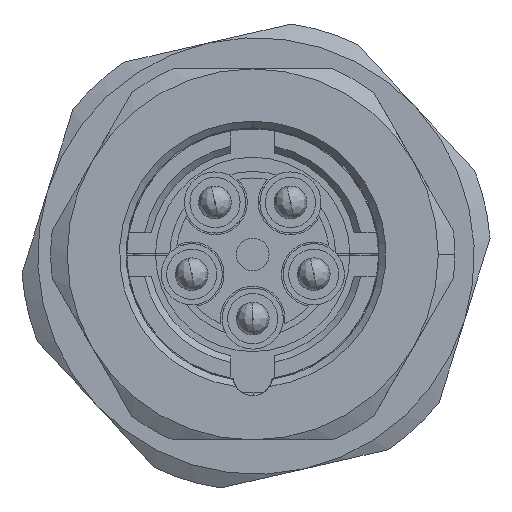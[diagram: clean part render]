
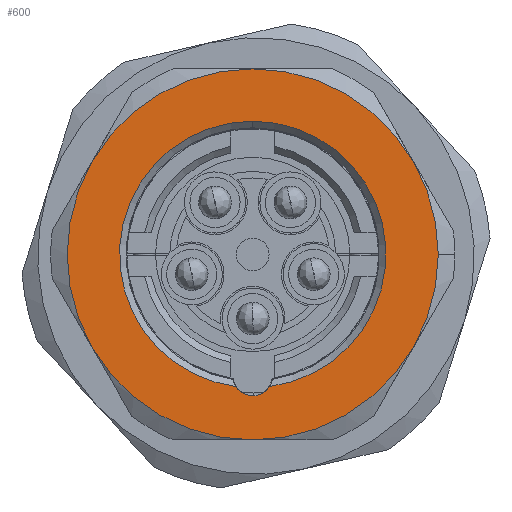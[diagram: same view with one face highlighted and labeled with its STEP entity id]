
A CAD part, front view. The second image highlights one B-rep face of the part: STEP entity #600.
In plain terms, the highlighted planar face has unit normal (0, -1, 0).
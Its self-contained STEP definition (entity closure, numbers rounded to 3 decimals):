
#73 = DIRECTION ( 'NONE',  ( 0., 0., -1. ) ) ;
#192 = DIRECTION ( 'NONE',  ( 0., 1., 0. ) ) ;
#243 = DIRECTION ( 'NONE',  ( 0., 0., -1. ) ) ;
#315 = AXIS2_PLACEMENT_3D ( 'NONE', #3945, #3886, #3821 ) ;
#517 = EDGE_CURVE ( 'NONE', #4117, #9919, #3672, .T. ) ;
#598 = EDGE_CURVE ( 'NONE', #9919, #10542, #10481, .T. ) ;
#600 = ADVANCED_FACE ( 'NONE', ( #7882, #7076 ), #1438, .F. ) ;
#1361 = EDGE_LOOP ( 'NONE', ( #11315, #7662, #9814, #16278, #12796, #3849, #7396 ) ) ;
#1438 = PLANE ( 'NONE',  #4380 ) ;
#1635 = CIRCLE ( 'NONE', #12910, 8.5 ) ;
#2053 = VERTEX_POINT ( 'NONE', #15723 ) ;
#2547 = CARTESIAN_POINT ( 'NONE',  ( 7.361, -9.2, 4.25 ) ) ;
#2634 = CARTESIAN_POINT ( 'NONE',  ( 0., -9.2, 0. ) ) ;
#2909 = CIRCLE ( 'NONE', #4575, 6.1 ) ;
#2986 = VERTEX_POINT ( 'NONE', #9024 ) ;
#3357 = CARTESIAN_POINT ( 'NONE',  ( 8.5, -9.2, 0. ) ) ;
#3672 = CIRCLE ( 'NONE', #5640, 8.5 ) ;
#3821 = DIRECTION ( 'NONE',  ( 0., 0., 1. ) ) ;
#3849 = ORIENTED_EDGE ( 'NONE', *, *, #11170, .F. ) ;
#3876 = DIRECTION ( 'NONE',  ( 0., 0., -1. ) ) ;
#3886 = DIRECTION ( 'NONE',  ( 0., -1., 0. ) ) ;
#3945 = CARTESIAN_POINT ( 'NONE',  ( 0., -9.2, 0. ) ) ;
#3963 = AXIS2_PLACEMENT_3D ( 'NONE', #6441, #15341, #7730 ) ;
#4045 = CARTESIAN_POINT ( 'NONE',  ( 7.361, -9.2, -4.25 ) ) ;
#4117 = VERTEX_POINT ( 'NONE', #13704 ) ;
#4144 = DIRECTION ( 'NONE',  ( 0., 0., -1. ) ) ;
#4380 = AXIS2_PLACEMENT_3D ( 'NONE', #15309, #192, #73 ) ;
#4455 = CARTESIAN_POINT ( 'NONE',  ( 0., -9.2, 0. ) ) ;
#4504 = AXIS2_PLACEMENT_3D ( 'NONE', #4455, #13478, #5746 ) ;
#4530 = VERTEX_POINT ( 'NONE', #8615 ) ;
#4575 = AXIS2_PLACEMENT_3D ( 'NONE', #12242, #12670, #12079 ) ;
#4650 = AXIS2_PLACEMENT_3D ( 'NONE', #13569, #5825, #14798 ) ;
#4797 = AXIS2_PLACEMENT_3D ( 'NONE', #15250, #14676, #243 ) ;
#5474 = CARTESIAN_POINT ( 'NONE',  ( 0., -9.2, 0. ) ) ;
#5542 = CARTESIAN_POINT ( 'NONE',  ( -7.361, -9.2, -4.25 ) ) ;
#5639 = EDGE_CURVE ( 'NONE', #10115, #15657, #15971, .T. ) ;
#5640 = AXIS2_PLACEMENT_3D ( 'NONE', #5474, #8189, #4144 ) ;
#5746 = DIRECTION ( 'NONE',  ( 0., 0., -1. ) ) ;
#5751 = EDGE_CURVE ( 'NONE', #2986, #10276, #13070, .T. ) ;
#5817 = AXIS2_PLACEMENT_3D ( 'NONE', #2634, #11580, #3876 ) ;
#5825 = DIRECTION ( 'NONE',  ( 0., -1., 0. ) ) ;
#5896 = EDGE_LOOP ( 'NONE', ( #14356, #12431, #7196 ) ) ;
#5999 = EDGE_CURVE ( 'NONE', #10276, #4530, #2909, .T. ) ;
#6441 = CARTESIAN_POINT ( 'NONE',  ( 0., -9.2, 0. ) ) ;
#6602 = CARTESIAN_POINT ( 'NONE',  ( 0., -9.2, 8.5 ) ) ;
#7076 = FACE_BOUND ( 'NONE', #5896, .T. ) ;
#7196 = ORIENTED_EDGE ( 'NONE', *, *, #5751, .F. ) ;
#7396 = ORIENTED_EDGE ( 'NONE', *, *, #8484, .F. ) ;
#7566 = DIRECTION ( 'NONE',  ( 0., 1., 0. ) ) ;
#7658 = CIRCLE ( 'NONE', #4650, 0.925 ) ;
#7662 = ORIENTED_EDGE ( 'NONE', *, *, #5639, .F. ) ;
#7730 = DIRECTION ( 'NONE',  ( 0., 0., -1. ) ) ;
#7882 = FACE_OUTER_BOUND ( 'NONE', #1361, .T. ) ;
#8092 = DIRECTION ( 'NONE',  ( 1., 0., 0. ) ) ;
#8148 = EDGE_CURVE ( 'NONE', #10542, #10115, #1635, .T. ) ;
#8189 = DIRECTION ( 'NONE',  ( 0., 1., 0. ) ) ;
#8234 = EDGE_CURVE ( 'NONE', #15657, #2053, #14214, .T. ) ;
#8256 = DIRECTION ( 'NONE',  ( 0., 1., 0. ) ) ;
#8290 = AXIS2_PLACEMENT_3D ( 'NONE', #8313, #8256, #8092 ) ;
#8313 = CARTESIAN_POINT ( 'NONE',  ( 0., -9.2, 0. ) ) ;
#8484 = EDGE_CURVE ( 'NONE', #2053, #15710, #14994, .T. ) ;
#8615 = CARTESIAN_POINT ( 'NONE',  ( -0.778, -9.2, -6.05 ) ) ;
#9024 = CARTESIAN_POINT ( 'NONE',  ( 0.778, -9.2, -6.05 ) ) ;
#9550 = CARTESIAN_POINT ( 'NONE',  ( 0., -9.2, 6.1 ) ) ;
#9814 = ORIENTED_EDGE ( 'NONE', *, *, #8148, .F. ) ;
#9919 = VERTEX_POINT ( 'NONE', #6602 ) ;
#10115 = VERTEX_POINT ( 'NONE', #3357 ) ;
#10276 = VERTEX_POINT ( 'NONE', #9550 ) ;
#10481 = CIRCLE ( 'NONE', #4797, 8.5 ) ;
#10542 = VERTEX_POINT ( 'NONE', #2547 ) ;
#11170 = EDGE_CURVE ( 'NONE', #15710, #4117, #15195, .T. ) ;
#11315 = ORIENTED_EDGE ( 'NONE', *, *, #8234, .F. ) ;
#11371 = EDGE_CURVE ( 'NONE', #4530, #2986, #7658, .T. ) ;
#11580 = DIRECTION ( 'NONE',  ( 0., 1., 0. ) ) ;
#12079 = DIRECTION ( 'NONE',  ( 0., 0., 1. ) ) ;
#12242 = CARTESIAN_POINT ( 'NONE',  ( 0., -9.2, 0. ) ) ;
#12431 = ORIENTED_EDGE ( 'NONE', *, *, #5999, .F. ) ;
#12670 = DIRECTION ( 'NONE',  ( 0., -1., 0. ) ) ;
#12796 = ORIENTED_EDGE ( 'NONE', *, *, #517, .F. ) ;
#12910 = AXIS2_PLACEMENT_3D ( 'NONE', #15184, #7566, #16406 ) ;
#13070 = CIRCLE ( 'NONE', #315, 6.1 ) ;
#13478 = DIRECTION ( 'NONE',  ( 0., 1., 0. ) ) ;
#13569 = CARTESIAN_POINT ( 'NONE',  ( 0., -9.2, -5.55 ) ) ;
#13704 = CARTESIAN_POINT ( 'NONE',  ( -7.361, -9.2, 4.25 ) ) ;
#14214 = CIRCLE ( 'NONE', #3963, 8.5 ) ;
#14356 = ORIENTED_EDGE ( 'NONE', *, *, #11371, .F. ) ;
#14676 = DIRECTION ( 'NONE',  ( 0., 1., 0. ) ) ;
#14798 = DIRECTION ( 'NONE',  ( 0., 0., 1. ) ) ;
#14994 = CIRCLE ( 'NONE', #4504, 8.5 ) ;
#15184 = CARTESIAN_POINT ( 'NONE',  ( 0., -9.2, 0. ) ) ;
#15195 = CIRCLE ( 'NONE', #5817, 8.5 ) ;
#15250 = CARTESIAN_POINT ( 'NONE',  ( 0., -9.2, 0. ) ) ;
#15309 = CARTESIAN_POINT ( 'NONE',  ( 0., -9.2, 0. ) ) ;
#15341 = DIRECTION ( 'NONE',  ( 0., 1., 0. ) ) ;
#15657 = VERTEX_POINT ( 'NONE', #4045 ) ;
#15710 = VERTEX_POINT ( 'NONE', #5542 ) ;
#15723 = CARTESIAN_POINT ( 'NONE',  ( 0., -9.2, -8.5 ) ) ;
#15971 = CIRCLE ( 'NONE', #8290, 8.5 ) ;
#16278 = ORIENTED_EDGE ( 'NONE', *, *, #598, .F. ) ;
#16406 = DIRECTION ( 'NONE',  ( 1., 0., 0. ) ) ;
